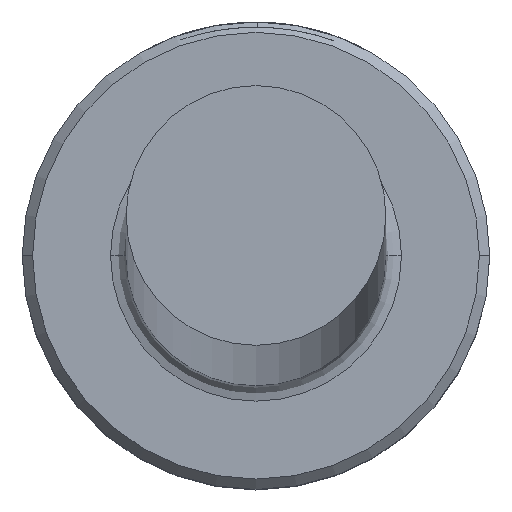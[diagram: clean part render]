
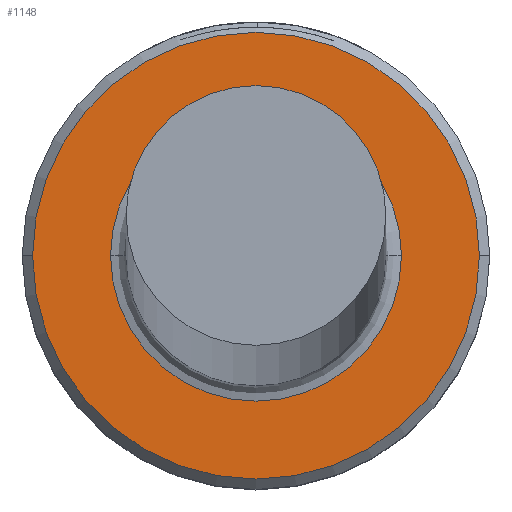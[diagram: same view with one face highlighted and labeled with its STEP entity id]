
A CAD part, top view. The second image highlights one B-rep face of the part: STEP entity #1148.
In plain terms, the highlighted planar face has unit normal (0, 0, 1).
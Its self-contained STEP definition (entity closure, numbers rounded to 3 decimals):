
#22 = DIRECTION ( 'NONE',  ( 0., 0., 1. ) ) ;
#71 = CIRCLE ( 'NONE', #329, 4.3 ) ;
#159 = CIRCLE ( 'NONE', #442, 2.8 ) ;
#263 = AXIS2_PLACEMENT_3D ( 'NONE', #587, #22, #667 ) ;
#269 = CARTESIAN_POINT ( 'NONE',  ( 2.8, 0., 6. ) ) ;
#306 = DIRECTION ( 'NONE',  ( 0., 0., -1. ) ) ;
#322 = CARTESIAN_POINT ( 'NONE',  ( 4.3, 0., 6. ) ) ;
#329 = AXIS2_PLACEMENT_3D ( 'NONE', #389, #996, #488 ) ;
#372 = ORIENTED_EDGE ( 'NONE', *, *, #1110, .T. ) ;
#389 = CARTESIAN_POINT ( 'NONE',  ( 0., 0., 6. ) ) ;
#402 = EDGE_CURVE ( 'NONE', #969, #876, #857, .T. ) ;
#406 = EDGE_LOOP ( 'NONE', ( #949, #494 ) ) ;
#438 = FACE_BOUND ( 'NONE', #406, .T. ) ;
#442 = AXIS2_PLACEMENT_3D ( 'NONE', #834, #306, #918 ) ;
#458 = EDGE_CURVE ( 'NONE', #593, #618, #71, .T. ) ;
#466 = EDGE_CURVE ( 'NONE', #876, #969, #159, .T. ) ;
#488 = DIRECTION ( 'NONE',  ( 1., 0., 0. ) ) ;
#494 = ORIENTED_EDGE ( 'NONE', *, *, #466, .T. ) ;
#508 = CARTESIAN_POINT ( 'NONE',  ( -4.3, 0., 6. ) ) ;
#513 = DIRECTION ( 'NONE',  ( 0., 0., 1. ) ) ;
#561 = DIRECTION ( 'NONE',  ( 0., 0., -1. ) ) ;
#587 = CARTESIAN_POINT ( 'NONE',  ( 0., 0., 6. ) ) ;
#593 = VERTEX_POINT ( 'NONE', #322 ) ;
#615 = FACE_OUTER_BOUND ( 'NONE', #714, .T. ) ;
#618 = VERTEX_POINT ( 'NONE', #508 ) ;
#666 = CIRCLE ( 'NONE', #263, 4.3 ) ;
#667 = DIRECTION ( 'NONE',  ( 1., 0., 0. ) ) ;
#714 = EDGE_LOOP ( 'NONE', ( #372, #886 ) ) ;
#766 = CARTESIAN_POINT ( 'NONE',  ( 0., 0., 6. ) ) ;
#811 = CARTESIAN_POINT ( 'NONE',  ( -2.8, 0., 6. ) ) ;
#834 = CARTESIAN_POINT ( 'NONE',  ( 0., 0., 6. ) ) ;
#857 = CIRCLE ( 'NONE', #1161, 2.8 ) ;
#876 = VERTEX_POINT ( 'NONE', #269 ) ;
#886 = ORIENTED_EDGE ( 'NONE', *, *, #458, .T. ) ;
#918 = DIRECTION ( 'NONE',  ( -1., 0., 0. ) ) ;
#949 = ORIENTED_EDGE ( 'NONE', *, *, #402, .T. ) ;
#964 = AXIS2_PLACEMENT_3D ( 'NONE', #766, #513, #1106 ) ;
#969 = VERTEX_POINT ( 'NONE', #811 ) ;
#996 = DIRECTION ( 'NONE',  ( 0., 0., 1. ) ) ;
#1018 = PLANE ( 'NONE',  #964 ) ;
#1068 = CARTESIAN_POINT ( 'NONE',  ( 0., 0., 6. ) ) ;
#1106 = DIRECTION ( 'NONE',  ( 1., 0., 0. ) ) ;
#1110 = EDGE_CURVE ( 'NONE', #618, #593, #666, .T. ) ;
#1148 = ADVANCED_FACE ( 'NONE', ( #615, #438 ), #1018, .T. ) ;
#1161 = AXIS2_PLACEMENT_3D ( 'NONE', #1068, #561, #1165 ) ;
#1165 = DIRECTION ( 'NONE',  ( -1., 0., 0. ) ) ;
